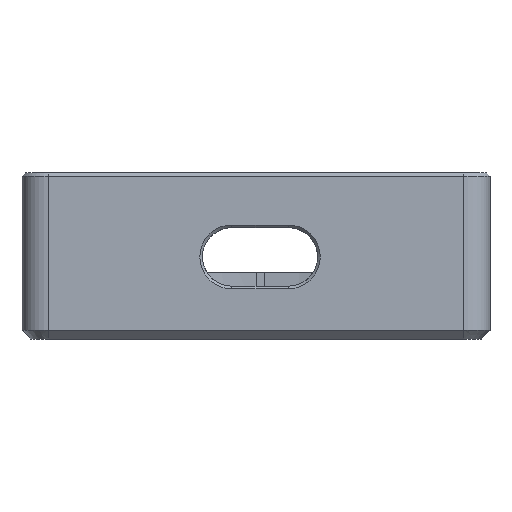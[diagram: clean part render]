
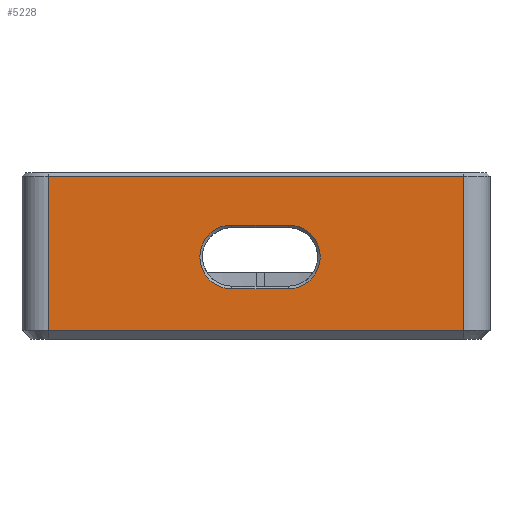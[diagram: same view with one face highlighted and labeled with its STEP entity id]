
A CAD part, left-side view. The second image highlights one B-rep face of the part: STEP entity #5228.
In plain terms, the highlighted planar face has unit normal (-1, 0, 0).
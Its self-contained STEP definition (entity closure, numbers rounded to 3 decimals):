
#75=CIRCLE('',#5454,3.611);
#77=CIRCLE('',#5458,3.611);
#149=FACE_BOUND('',#864,.T.);
#298=PLANE('',#5463);
#553=FACE_OUTER_BOUND('',#863,.T.);
#863=EDGE_LOOP('',(#4592,#4593,#4594,#4595));
#864=EDGE_LOOP('',(#4596,#4597,#4598,#4599));
#1375=LINE('',#9110,#1907);
#1378=LINE('',#9119,#1910);
#1384=LINE('',#9243,#1916);
#1385=LINE('',#9245,#1917);
#1386=LINE('',#9247,#1918);
#1387=LINE('',#9248,#1919);
#1907=VECTOR('',#6319,10.);
#1910=VECTOR('',#6330,10.);
#1916=VECTOR('',#6342,10.);
#1917=VECTOR('',#6343,10.);
#1918=VECTOR('',#6344,10.);
#1919=VECTOR('',#6345,10.);
#2560=VERTEX_POINT('',#9099);
#2561=VERTEX_POINT('',#9101);
#2564=VERTEX_POINT('',#9108);
#2566=VERTEX_POINT('',#9114);
#2572=VERTEX_POINT('',#9241);
#2573=VERTEX_POINT('',#9242);
#2574=VERTEX_POINT('',#9244);
#2575=VERTEX_POINT('',#9246);
#3248=EDGE_CURVE('',#2560,#2561,#75,.T.);
#3252=EDGE_CURVE('',#2564,#2560,#1375,.T.);
#3255=EDGE_CURVE('',#2566,#2564,#77,.T.);
#3257=EDGE_CURVE('',#2561,#2566,#1378,.T.);
#3266=EDGE_CURVE('',#2572,#2573,#1384,.T.);
#3267=EDGE_CURVE('',#2574,#2572,#1385,.T.);
#3268=EDGE_CURVE('',#2575,#2574,#1386,.T.);
#3269=EDGE_CURVE('',#2573,#2575,#1387,.T.);
#4592=ORIENTED_EDGE('',*,*,#3266,.F.);
#4593=ORIENTED_EDGE('',*,*,#3267,.F.);
#4594=ORIENTED_EDGE('',*,*,#3268,.F.);
#4595=ORIENTED_EDGE('',*,*,#3269,.F.);
#4596=ORIENTED_EDGE('',*,*,#3248,.F.);
#4597=ORIENTED_EDGE('',*,*,#3252,.F.);
#4598=ORIENTED_EDGE('',*,*,#3255,.F.);
#4599=ORIENTED_EDGE('',*,*,#3257,.F.);
#5228=ADVANCED_FACE('',(#553,#149),#298,.T.);
#5454=AXIS2_PLACEMENT_3D('',#9102,#6311,#6312);
#5458=AXIS2_PLACEMENT_3D('',#9116,#6324,#6325);
#5463=AXIS2_PLACEMENT_3D('',#9240,#6340,#6341);
#6311=DIRECTION('center_axis',(-1.,0.,0.));
#6312=DIRECTION('ref_axis',(0.,0.,-1.));
#6319=DIRECTION('',(0.,-1.,0.));
#6324=DIRECTION('center_axis',(-1.,0.,0.));
#6325=DIRECTION('ref_axis',(0.,0.,1.));
#6330=DIRECTION('',(0.,1.,0.));
#6340=DIRECTION('center_axis',(-1.,0.,0.));
#6341=DIRECTION('ref_axis',(0.,-1.,0.));
#6342=DIRECTION('',(0.,-1.,0.));
#6343=DIRECTION('',(0.,0.,1.));
#6344=DIRECTION('',(0.,1.,0.));
#6345=DIRECTION('',(0.,0.,-1.));
#9099=CARTESIAN_POINT('',(-47.,-3.661,5.685));
#9101=CARTESIAN_POINT('',(-47.,-3.661,12.908));
#9102=CARTESIAN_POINT('Origin',(-47.,-3.661,9.297));
#9108=CARTESIAN_POINT('',(-47.,2.745,5.685));
#9110=CARTESIAN_POINT('',(-47.,11.419,5.685));
#9114=CARTESIAN_POINT('',(-47.,2.745,12.908));
#9116=CARTESIAN_POINT('Origin',(-47.,2.745,9.297));
#9119=CARTESIAN_POINT('',(-47.,14.623,12.908));
#9240=CARTESIAN_POINT('Origin',(-47.,26.5,0.));
#9241=CARTESIAN_POINT('',(-47.,23.5,18.45));
#9242=CARTESIAN_POINT('',(-47.,-23.5,18.45));
#9243=CARTESIAN_POINT('',(-47.,13.25,18.45));
#9244=CARTESIAN_POINT('',(-47.,23.5,1.));
#9245=CARTESIAN_POINT('',(-47.,23.5,0.));
#9246=CARTESIAN_POINT('',(-47.,-23.5,1.));
#9247=CARTESIAN_POINT('',(-47.,13.25,1.));
#9248=CARTESIAN_POINT('',(-47.,-23.5,0.));
